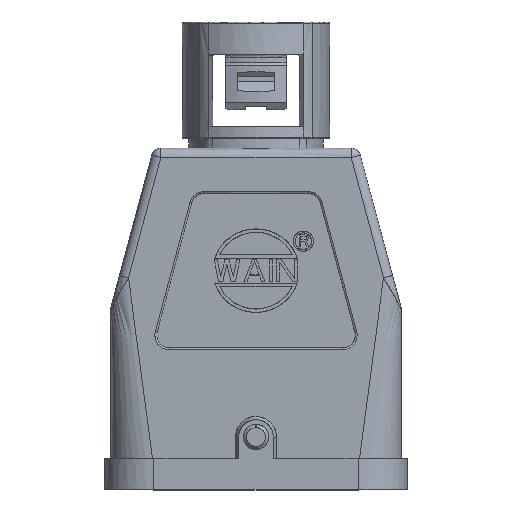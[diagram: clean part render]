
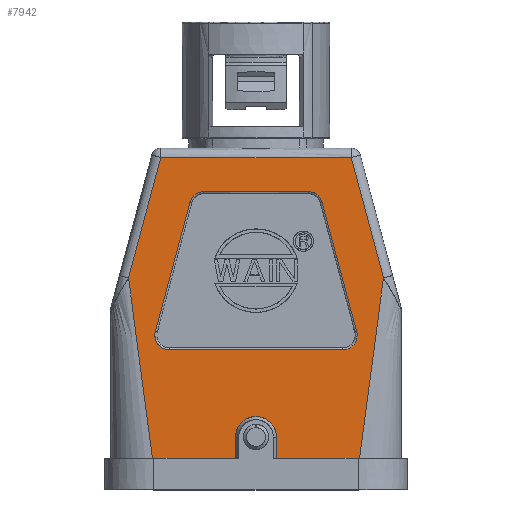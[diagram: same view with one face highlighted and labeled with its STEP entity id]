
A CAD part, top view. The second image highlights one B-rep face of the part: STEP entity #7942.
In plain terms, the highlighted planar face has unit normal (0, 0, 1).
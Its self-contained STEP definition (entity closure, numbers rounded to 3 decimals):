
#7942=ADVANCED_FACE('',(#12375,#12376),#8672,.T.);
#8672=PLANE('',#26134);
#9125=LINE('',#29987,#10769);
#9126=LINE('',#30007,#10770);
#9127=LINE('',#30033,#10771);
#9128=LINE('',#30035,#10772);
#9129=LINE('',#30047,#10773);
#9130=LINE('',#30059,#10774);
#9131=LINE('',#30061,#10775);
#10769=VECTOR('',#26845,1.);
#10770=VECTOR('',#26846,1.);
#10771=VECTOR('',#26847,1.);
#10772=VECTOR('',#26848,1.);
#10773=VECTOR('',#26849,1.);
#10774=VECTOR('',#26850,1.);
#10775=VECTOR('',#26851,1.);
#12375=FACE_BOUND('',#12452,.T.);
#12376=FACE_BOUND('',#12453,.T.);
#12452=EDGE_LOOP('',(#13275,#13276,#13277,#13278,#13279,#13280,#13281,#13282));
#12453=EDGE_LOOP('',(#13283,#13284,#13285,#13286,#13287,#13288,#13289,#13290,
#13291,#13292,#13293));
#13275=ORIENTED_EDGE('',*,*,#20659,.F.);
#13276=ORIENTED_EDGE('',*,*,#20660,.F.);
#13277=ORIENTED_EDGE('',*,*,#20661,.F.);
#13278=ORIENTED_EDGE('',*,*,#20662,.F.);
#13279=ORIENTED_EDGE('',*,*,#20663,.F.);
#13280=ORIENTED_EDGE('',*,*,#20664,.F.);
#13281=ORIENTED_EDGE('',*,*,#20665,.F.);
#13282=ORIENTED_EDGE('',*,*,#20666,.F.);
#13283=ORIENTED_EDGE('',*,*,#20667,.F.);
#13284=ORIENTED_EDGE('',*,*,#20668,.F.);
#13285=ORIENTED_EDGE('',*,*,#20669,.F.);
#13286=ORIENTED_EDGE('',*,*,#20670,.F.);
#13287=ORIENTED_EDGE('',*,*,#20671,.F.);
#13288=ORIENTED_EDGE('',*,*,#20672,.F.);
#13289=ORIENTED_EDGE('',*,*,#20673,.F.);
#13290=ORIENTED_EDGE('',*,*,#20674,.F.);
#13291=ORIENTED_EDGE('',*,*,#20675,.F.);
#13292=ORIENTED_EDGE('',*,*,#20676,.F.);
#13293=ORIENTED_EDGE('',*,*,#20677,.F.);
#16967=VERTEX_POINT('',#29988);
#16968=VERTEX_POINT('',#29989);
#16969=VERTEX_POINT('',#29996);
#16970=VERTEX_POINT('',#30001);
#16971=VERTEX_POINT('',#30006);
#16972=VERTEX_POINT('',#30008);
#16973=VERTEX_POINT('',#30013);
#16974=VERTEX_POINT('',#30018);
#16975=VERTEX_POINT('',#30031);
#16976=VERTEX_POINT('',#30032);
#16977=VERTEX_POINT('',#30034);
#16978=VERTEX_POINT('',#30036);
#16979=VERTEX_POINT('',#30041);
#16980=VERTEX_POINT('',#30046);
#16981=VERTEX_POINT('',#30048);
#16982=VERTEX_POINT('',#30053);
#16983=VERTEX_POINT('',#30058);
#16984=VERTEX_POINT('',#30060);
#16985=VERTEX_POINT('',#30062);
#20659=EDGE_CURVE('',#16967,#16968,#9125,.T.);
#20660=EDGE_CURVE('',#16969,#16967,#24309,.T.);
#20661=EDGE_CURVE('',#16970,#16969,#24310,.T.);
#20662=EDGE_CURVE('',#16971,#16970,#24311,.T.);
#20663=EDGE_CURVE('',#16972,#16971,#9126,.T.);
#20664=EDGE_CURVE('',#16973,#16972,#24312,.T.);
#20665=EDGE_CURVE('',#16974,#16973,#24313,.T.);
#20666=EDGE_CURVE('',#16968,#16974,#24314,.T.);
#20667=EDGE_CURVE('',#16975,#16976,#24315,.T.);
#20668=EDGE_CURVE('',#16977,#16975,#9127,.T.);
#20669=EDGE_CURVE('',#16978,#16977,#9128,.T.);
#20670=EDGE_CURVE('',#16979,#16978,#24316,.T.);
#20671=EDGE_CURVE('',#16980,#16979,#24317,.T.);
#20672=EDGE_CURVE('',#16981,#16980,#9129,.T.);
#20673=EDGE_CURVE('',#16982,#16981,#24318,.T.);
#20674=EDGE_CURVE('',#16983,#16982,#24319,.T.);
#20675=EDGE_CURVE('',#16984,#16983,#9130,.T.);
#20676=EDGE_CURVE('',#16985,#16984,#9131,.T.);
#20677=EDGE_CURVE('',#16976,#16985,#24320,.T.);
#24309=B_SPLINE_CURVE_WITH_KNOTS('',3,(#29990,#29991,#29992,#29993,#29994,
#29995),.UNSPECIFIED.,.F.,.F.,(4,2,4),(0.,0.5,1.),.UNSPECIFIED.);
#24310=B_SPLINE_CURVE_WITH_KNOTS('',3,(#29997,#29998,#29999,#30000),
 .UNSPECIFIED.,.F.,.F.,(4,4),(0.,1.),.UNSPECIFIED.);
#24311=B_SPLINE_CURVE_WITH_KNOTS('',3,(#30002,#30003,#30004,#30005),
 .UNSPECIFIED.,.F.,.F.,(4,4),(0.,1.),.UNSPECIFIED.);
#24312=B_SPLINE_CURVE_WITH_KNOTS('',3,(#30009,#30010,#30011,#30012),
 .UNSPECIFIED.,.F.,.F.,(4,4),(0.,1.),.UNSPECIFIED.);
#24313=B_SPLINE_CURVE_WITH_KNOTS('',3,(#30014,#30015,#30016,#30017),
 .UNSPECIFIED.,.F.,.F.,(4,4),(0.,1.),.UNSPECIFIED.);
#24314=B_SPLINE_CURVE_WITH_KNOTS('',3,(#30019,#30020,#30021,#30022,#30023,
#30024),.UNSPECIFIED.,.F.,.F.,(4,2,4),(0.,0.5,1.),.UNSPECIFIED.);
#24315=B_SPLINE_CURVE_WITH_KNOTS('',3,(#30025,#30026,#30027,#30028,#30029,
#30030),.UNSPECIFIED.,.F.,.F.,(4,2,4),(0.,0.5,1.),.UNSPECIFIED.);
#24316=B_SPLINE_CURVE_WITH_KNOTS('',3,(#30037,#30038,#30039,#30040),
 .UNSPECIFIED.,.F.,.F.,(4,4),(0.,1.),.UNSPECIFIED.);
#24317=B_SPLINE_CURVE_WITH_KNOTS('',3,(#30042,#30043,#30044,#30045),
 .UNSPECIFIED.,.F.,.F.,(4,4),(0.,1.),.UNSPECIFIED.);
#24318=B_SPLINE_CURVE_WITH_KNOTS('',3,(#30049,#30050,#30051,#30052),
 .UNSPECIFIED.,.F.,.F.,(4,4),(0.,1.),.UNSPECIFIED.);
#24319=B_SPLINE_CURVE_WITH_KNOTS('',3,(#30054,#30055,#30056,#30057),
 .UNSPECIFIED.,.F.,.F.,(4,4),(0.,1.),.UNSPECIFIED.);
#24320=B_SPLINE_CURVE_WITH_KNOTS('',3,(#30063,#30064,#30065,#30066,#30067,
#30068),.UNSPECIFIED.,.F.,.F.,(4,2,4),(0.,0.5,1.),.UNSPECIFIED.);
#26134=AXIS2_PLACEMENT_3D('',#30069,#26852,#26853);
#26845=DIRECTION('',(1.,0.,0.));
#26846=DIRECTION('',(-1.,0.,0.));
#26847=DIRECTION('',(0.,1.,0.));
#26848=DIRECTION('',(-1.,0.,0.));
#26849=DIRECTION('',(1.,0.,0.));
#26850=DIRECTION('',(-1.,0.,0.));
#26851=DIRECTION('',(0.,-1.,0.));
#26852=DIRECTION('',(0.,0.,1.));
#26853=DIRECTION('',(1.,0.,0.));
#29987=CARTESIAN_POINT('',(0.,22.2,13.425));
#29988=CARTESIAN_POINT('',(-13.743,22.2,13.425));
#29989=CARTESIAN_POINT('',(13.743,22.2,13.425));
#29990=CARTESIAN_POINT('',(-15.965,25.095,13.425));
#29991=CARTESIAN_POINT('',(-16.149,24.408,13.425));
#29992=CARTESIAN_POINT('',(-16.005,23.67,13.425));
#29993=CARTESIAN_POINT('',(-15.129,22.529,13.425));
#29994=CARTESIAN_POINT('',(-14.447,22.2,13.425));
#29995=CARTESIAN_POINT('',(-13.743,22.2,13.425));
#29996=CARTESIAN_POINT('',(-15.965,25.095,13.425));
#29997=CARTESIAN_POINT('',(-10.472,45.595,13.425));
#29998=CARTESIAN_POINT('',(-12.303,38.762,13.425));
#29999=CARTESIAN_POINT('',(-14.134,31.929,13.425));
#30000=CARTESIAN_POINT('',(-15.965,25.095,13.425));
#30001=CARTESIAN_POINT('',(-10.472,45.595,13.425));
#30002=CARTESIAN_POINT('',(-8.25,47.3,13.425));
#30003=CARTESIAN_POINT('',(-9.261,47.3,13.425));
#30004=CARTESIAN_POINT('',(-10.212,46.565,13.425));
#30005=CARTESIAN_POINT('',(-10.472,45.595,13.425));
#30006=CARTESIAN_POINT('',(-8.25,47.3,13.425));
#30007=CARTESIAN_POINT('',(0.,47.3,13.425));
#30008=CARTESIAN_POINT('',(8.25,47.3,13.425));
#30009=CARTESIAN_POINT('',(10.472,45.595,13.425));
#30010=CARTESIAN_POINT('',(10.21,46.571,13.425));
#30011=CARTESIAN_POINT('',(9.253,47.3,13.425));
#30012=CARTESIAN_POINT('',(8.25,47.3,13.425));
#30013=CARTESIAN_POINT('',(10.472,45.595,13.425));
#30014=CARTESIAN_POINT('',(15.965,25.095,13.425));
#30015=CARTESIAN_POINT('',(14.134,31.929,13.425));
#30016=CARTESIAN_POINT('',(12.303,38.762,13.425));
#30017=CARTESIAN_POINT('',(10.472,45.595,13.425));
#30018=CARTESIAN_POINT('',(15.965,25.095,13.425));
#30019=CARTESIAN_POINT('',(13.743,22.2,13.425));
#30020=CARTESIAN_POINT('',(14.455,22.2,13.425));
#30021=CARTESIAN_POINT('',(15.13,22.53,13.425));
#30022=CARTESIAN_POINT('',(16.005,23.671,13.425));
#30023=CARTESIAN_POINT('',(16.147,24.415,13.425));
#30024=CARTESIAN_POINT('',(15.965,25.095,13.425));
#30025=CARTESIAN_POINT('',(3.25,8.35,13.425));
#30026=CARTESIAN_POINT('',(3.25,9.207,13.425));
#30027=CARTESIAN_POINT('',(2.91,10.037,13.425));
#30028=CARTESIAN_POINT('',(1.686,11.26,13.425));
#30029=CARTESIAN_POINT('',(0.854,11.6,13.425));
#30030=CARTESIAN_POINT('',(0.,11.6,13.425));
#30031=CARTESIAN_POINT('',(3.25,8.35,13.425));
#30032=CARTESIAN_POINT('',(0.,11.6,13.425));
#30033=CARTESIAN_POINT('',(3.25,28.85,13.425));
#30034=CARTESIAN_POINT('',(3.25,5.,13.425));
#30035=CARTESIAN_POINT('',(0.,5.,13.425));
#30036=CARTESIAN_POINT('',(16.425,5.,13.425));
#30037=CARTESIAN_POINT('',(20.22,33.588,13.425));
#30038=CARTESIAN_POINT('',(18.955,24.059,13.425));
#30039=CARTESIAN_POINT('',(17.69,14.529,13.425));
#30040=CARTESIAN_POINT('',(16.425,5.,13.425));
#30041=CARTESIAN_POINT('',(20.22,33.588,13.425));
#30042=CARTESIAN_POINT('',(15.099,52.7,13.425));
#30043=CARTESIAN_POINT('',(16.806,46.329,13.425));
#30044=CARTESIAN_POINT('',(18.513,39.959,13.425));
#30045=CARTESIAN_POINT('',(20.22,33.588,13.425));
#30046=CARTESIAN_POINT('',(15.099,52.7,13.425));
#30047=CARTESIAN_POINT('',(0.,52.7,13.425));
#30048=CARTESIAN_POINT('',(-15.099,52.7,13.425));
#30049=CARTESIAN_POINT('',(-20.22,33.588,13.425));
#30050=CARTESIAN_POINT('',(-18.513,39.959,13.425));
#30051=CARTESIAN_POINT('',(-16.806,46.329,13.425));
#30052=CARTESIAN_POINT('',(-15.099,52.7,13.425));
#30053=CARTESIAN_POINT('',(-20.22,33.588,13.425));
#30054=CARTESIAN_POINT('',(-16.425,5.,13.425));
#30055=CARTESIAN_POINT('',(-17.69,14.529,13.425));
#30056=CARTESIAN_POINT('',(-18.955,24.059,13.425));
#30057=CARTESIAN_POINT('',(-20.22,33.588,13.425));
#30058=CARTESIAN_POINT('',(-16.425,5.,13.425));
#30059=CARTESIAN_POINT('',(0.,5.,13.425));
#30060=CARTESIAN_POINT('',(-3.25,5.,13.425));
#30061=CARTESIAN_POINT('',(-3.25,28.85,13.425));
#30062=CARTESIAN_POINT('',(-3.25,8.35,13.425));
#30063=CARTESIAN_POINT('',(0.,11.6,13.425));
#30064=CARTESIAN_POINT('',(-0.857,11.6,13.425));
#30065=CARTESIAN_POINT('',(-1.687,11.26,13.425));
#30066=CARTESIAN_POINT('',(-2.91,10.036,13.425));
#30067=CARTESIAN_POINT('',(-3.25,9.204,13.425));
#30068=CARTESIAN_POINT('',(-3.25,8.35,13.425));
#30069=CARTESIAN_POINT('',(-21.029,4.046,13.425));
